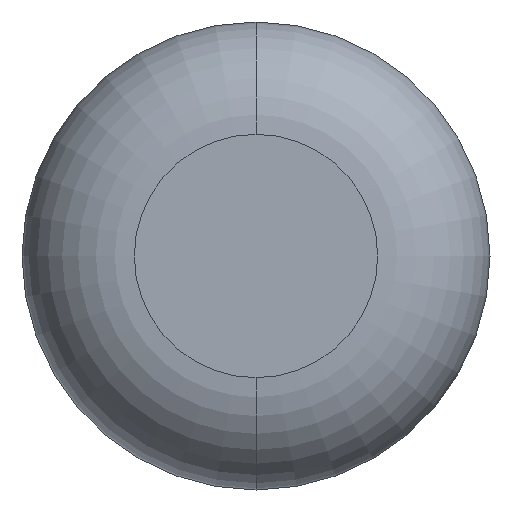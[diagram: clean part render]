
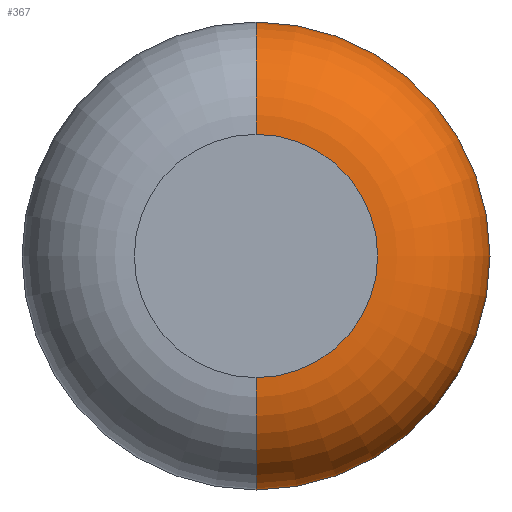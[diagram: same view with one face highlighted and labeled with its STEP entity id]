
A CAD part, front view. The second image highlights one B-rep face of the part: STEP entity #367.
In plain terms, the highlighted toroidal (fillet/blend) face has major radius 0.826 mm and minor radius 0.762 mm.
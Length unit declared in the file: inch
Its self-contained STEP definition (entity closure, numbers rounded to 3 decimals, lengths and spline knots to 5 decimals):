
#4 = CARTESIAN_POINT ( 'NONE',  ( 0., 0.03, 0. ) ) ;
#20 = EDGE_CURVE ( 'NONE', #295, #290, #378, .T. ) ;
#44 = CARTESIAN_POINT ( 'NONE',  ( 0., 0.03, -0.0625 ) ) ;
#63 = CARTESIAN_POINT ( 'NONE',  ( 0., 0., 0. ) ) ;
#65 = DIRECTION ( 'NONE',  ( 0., 0., -1. ) ) ;
#69 = AXIS2_PLACEMENT_3D ( 'NONE', #304, #237, #272 ) ;
#81 = CARTESIAN_POINT ( 'NONE',  ( 0., 0., 0.0325 ) ) ;
#88 = VERTEX_POINT ( 'NONE', #81 ) ;
#92 = DIRECTION ( 'NONE',  ( -1., 0., 0. ) ) ;
#100 = ORIENTED_EDGE ( 'NONE', *, *, #20, .T. ) ;
#121 = CARTESIAN_POINT ( 'NONE',  ( 0., 0.03, 0. ) ) ;
#124 = CIRCLE ( 'NONE', #158, 0.03 ) ;
#139 = CARTESIAN_POINT ( 'NONE',  ( 0., 0.03, -0.0325 ) ) ;
#150 = AXIS2_PLACEMENT_3D ( 'NONE', #4, #157, #284 ) ;
#154 = ORIENTED_EDGE ( 'NONE', *, *, #281, .F. ) ;
#157 = DIRECTION ( 'NONE',  ( 0., -1., 0. ) ) ;
#158 = AXIS2_PLACEMENT_3D ( 'NONE', #139, #92, #264 ) ;
#160 = EDGE_CURVE ( 'NONE', #290, #88, #236, .T. ) ;
#164 = AXIS2_PLACEMENT_3D ( 'NONE', #63, #376, #320 ) ;
#178 = CARTESIAN_POINT ( 'NONE',  ( 0., 0., -0.0325 ) ) ;
#184 = FACE_OUTER_BOUND ( 'NONE', #196, .T. ) ;
#196 = EDGE_LOOP ( 'NONE', ( #100, #333, #202, #154 ) ) ;
#198 = CARTESIAN_POINT ( 'NONE',  ( 0., 0.03, 0.0625 ) ) ;
#202 = ORIENTED_EDGE ( 'NONE', *, *, #216, .F. ) ;
#204 = TOROIDAL_SURFACE ( 'NONE', #225, 0.0325, 0.03 ) ;
#216 = EDGE_CURVE ( 'NONE', #384, #88, #344, .T. ) ;
#217 = DIRECTION ( 'NONE',  ( 0., -1., 0. ) ) ;
#225 = AXIS2_PLACEMENT_3D ( 'NONE', #121, #217, #65 ) ;
#236 = CIRCLE ( 'NONE', #69, 0.03 ) ;
#237 = DIRECTION ( 'NONE',  ( 1., 0., 0. ) ) ;
#264 = DIRECTION ( 'NONE',  ( 0., 0., 1. ) ) ;
#272 = DIRECTION ( 'NONE',  ( 0., 0., -1. ) ) ;
#281 = EDGE_CURVE ( 'NONE', #295, #384, #124, .T. ) ;
#284 = DIRECTION ( 'NONE',  ( 0., 0., -1. ) ) ;
#290 = VERTEX_POINT ( 'NONE', #198 ) ;
#295 = VERTEX_POINT ( 'NONE', #44 ) ;
#304 = CARTESIAN_POINT ( 'NONE',  ( 0., 0.03, 0.0325 ) ) ;
#320 = DIRECTION ( 'NONE',  ( 0., 0., -1. ) ) ;
#333 = ORIENTED_EDGE ( 'NONE', *, *, #160, .T. ) ;
#344 = CIRCLE ( 'NONE', #164, 0.0325 ) ;
#367 = ADVANCED_FACE ( 'NONE', ( #184 ), #204, .T. ) ;
#376 = DIRECTION ( 'NONE',  ( 0., -1., 0. ) ) ;
#378 = CIRCLE ( 'NONE', #150, 0.0625 ) ;
#384 = VERTEX_POINT ( 'NONE', #178 ) ;
